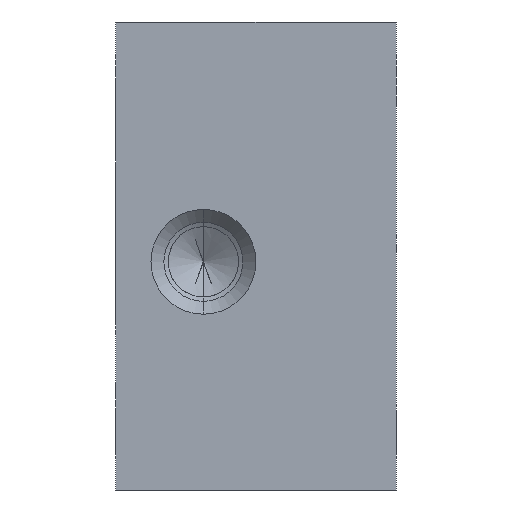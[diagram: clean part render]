
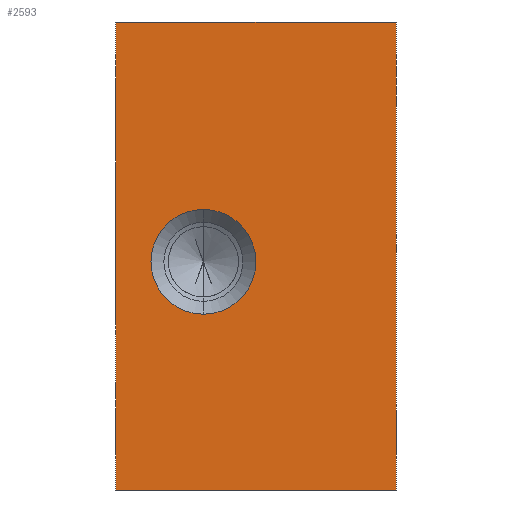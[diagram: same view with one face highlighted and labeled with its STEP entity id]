
A CAD part, front view. The second image highlights one B-rep face of the part: STEP entity #2593.
In plain terms, the highlighted planar face has unit normal (0, -1, 0).
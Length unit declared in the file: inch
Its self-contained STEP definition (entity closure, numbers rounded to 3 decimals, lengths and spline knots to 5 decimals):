
#5=DIRECTION('',(1.,0.,0.));
#6=VECTOR('',#5,1.5);
#7=CARTESIAN_POINT('',(0.,-3.,0.));
#8=LINE('',#7,#6);
#463=DIRECTION('',(0.,0.,1.));
#464=VECTOR('',#463,2.5);
#465=CARTESIAN_POINT('',(1.5,-3.,0.));
#466=LINE('',#465,#464);
#487=DIRECTION('',(0.,0.,1.));
#488=VECTOR('',#487,2.5);
#489=CARTESIAN_POINT('',(0.,-3.,0.));
#490=LINE('',#489,#488);
#491=CARTESIAN_POINT('',(0.469,-3.,1.219));
#492=DIRECTION('',(0.,1.,0.));
#493=DIRECTION('',(0.,0.,-1.));
#494=AXIS2_PLACEMENT_3D('',#491,#492,#493);
#496=CARTESIAN_POINT('',(0.469,-3.,1.219));
#497=DIRECTION('',(0.,1.,0.));
#498=DIRECTION('',(0.,0.,1.));
#499=AXIS2_PLACEMENT_3D('',#496,#497,#498);
#513=DIRECTION('',(1.,0.,0.));
#514=VECTOR('',#513,1.5);
#515=CARTESIAN_POINT('',(0.,-3.,2.5));
#516=LINE('',#515,#514);
#2164=CARTESIAN_POINT('',(0.,-3.,0.));
#2166=VERTEX_POINT('',#2164);
#2167=CARTESIAN_POINT('',(1.5,-3.,0.));
#2168=VERTEX_POINT('',#2167);
#2172=CARTESIAN_POINT('',(0.,-3.,2.5));
#2174=VERTEX_POINT('',#2172);
#2175=CARTESIAN_POINT('',(1.5,-3.,2.5));
#2176=VERTEX_POINT('',#2175);
#2363=CARTESIAN_POINT('',(0.469,-3.,1.499));
#2364=VERTEX_POINT('',#2363);
#2365=CARTESIAN_POINT('',(0.469,-3.,0.939));
#2366=VERTEX_POINT('',#2365);
#2575=CARTESIAN_POINT('',(0.,-3.,0.));
#2576=DIRECTION('',(0.,-1.,0.));
#2577=DIRECTION('',(1.,0.,0.));
#2578=AXIS2_PLACEMENT_3D('',#2575,#2576,#2577);
#2579=PLANE('',#2578);
#2580=ORIENTED_EDGE('',*,*,#2427,.F.);
#2581=ORIENTED_EDGE('',*,*,#2458,.T.);
#2583=ORIENTED_EDGE('',*,*,#2582,.T.);
#2584=ORIENTED_EDGE('',*,*,#2555,.F.);
#2585=EDGE_LOOP('',(#2580,#2581,#2583,#2584));
#2586=FACE_OUTER_BOUND('',#2585,.F.);
#2588=ORIENTED_EDGE('',*,*,#2587,.F.);
#2590=ORIENTED_EDGE('',*,*,#2589,.F.);
#2591=EDGE_LOOP('',(#2588,#2590));
#2592=FACE_BOUND('',#2591,.F.);
#2593=ADVANCED_FACE('',(#2586,#2592),#2579,.T.);
#495=CIRCLE('',#494,0.28);
#500=CIRCLE('',#499,0.28);
#2427=EDGE_CURVE('',#2166,#2168,#8,.T.);
#2458=EDGE_CURVE('',#2166,#2174,#490,.T.);
#2555=EDGE_CURVE('',#2168,#2176,#466,.T.);
#2582=EDGE_CURVE('',#2174,#2176,#516,.T.);
#2587=EDGE_CURVE('',#2366,#2364,#495,.T.);
#2589=EDGE_CURVE('',#2364,#2366,#500,.T.);
